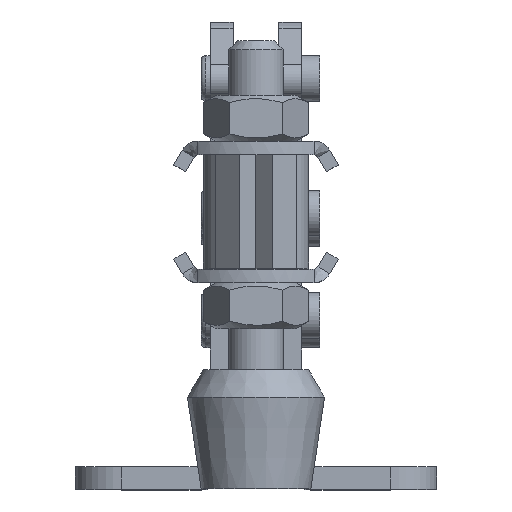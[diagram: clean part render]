
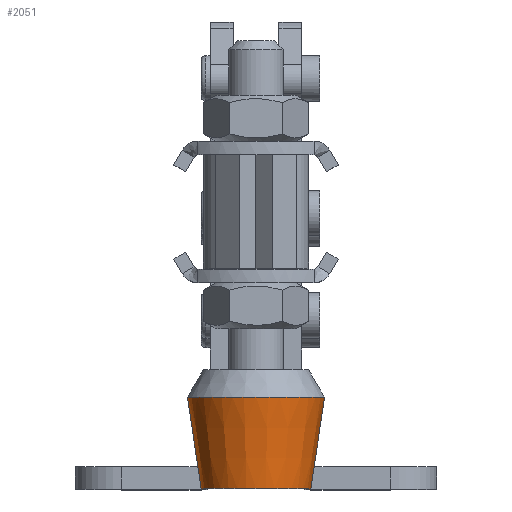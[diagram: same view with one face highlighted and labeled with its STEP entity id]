
A CAD part, top view. The second image highlights one B-rep face of the part: STEP entity #2051.
In plain terms, the highlighted conical face has half-angle 8.557 degrees and reference radius 6.75 mm.
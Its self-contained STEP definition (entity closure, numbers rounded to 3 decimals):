
#2020=CARTESIAN_POINT('',(6.,0.,90.121));
#2021=VERTEX_POINT('',#2020);
#2022=CARTESIAN_POINT('',(0.,0.,90.121));
#2023=DIRECTION('',(0.,1.0,0.));
#2024=DIRECTION('',(1.0,0.,0.));
#2025=AXIS2_PLACEMENT_3D('',#2022,#2023,#2024);
#2026=CIRCLE('',#2025,6.);
#2027=EDGE_CURVE('',#2021,#2021,#2026,.T.);
#2032=CARTESIAN_POINT('',(0.,4.984,90.121));
#2033=DIRECTION('',(0.,1.0,0.));
#2034=DIRECTION('',(1.0,0.,0.));
#2035=AXIS2_PLACEMENT_3D('',#2032,#2033,#2034);
#2036=CONICAL_SURFACE('',#2035,6.75,8.557);
#2037=CARTESIAN_POINT('',(7.5,9.969,90.121));
#2038=VERTEX_POINT('',#2037);
#2039=CARTESIAN_POINT('',(0.,9.969,90.121));
#2040=DIRECTION('',(0.,1.0,0.));
#2041=DIRECTION('',(1.0,0.,0.));
#2042=AXIS2_PLACEMENT_3D('',#2039,#2040,#2041);
#2043=CIRCLE('',#2042,7.5);
#2044=EDGE_CURVE('',#2038,#2038,#2043,.T.);
#2045=ORIENTED_EDGE('',*,*,#2044,.F.);
#2046=EDGE_LOOP('',(#2045));
#2047=FACE_OUTER_BOUND('',#2046,.T.);
#2048=ORIENTED_EDGE('',*,*,#2027,.T.);
#2049=EDGE_LOOP('',(#2048));
#2050=FACE_BOUND('',#2049,.T.);
#2051=ADVANCED_FACE('',(#2047,#2050),#2036,.T.);
